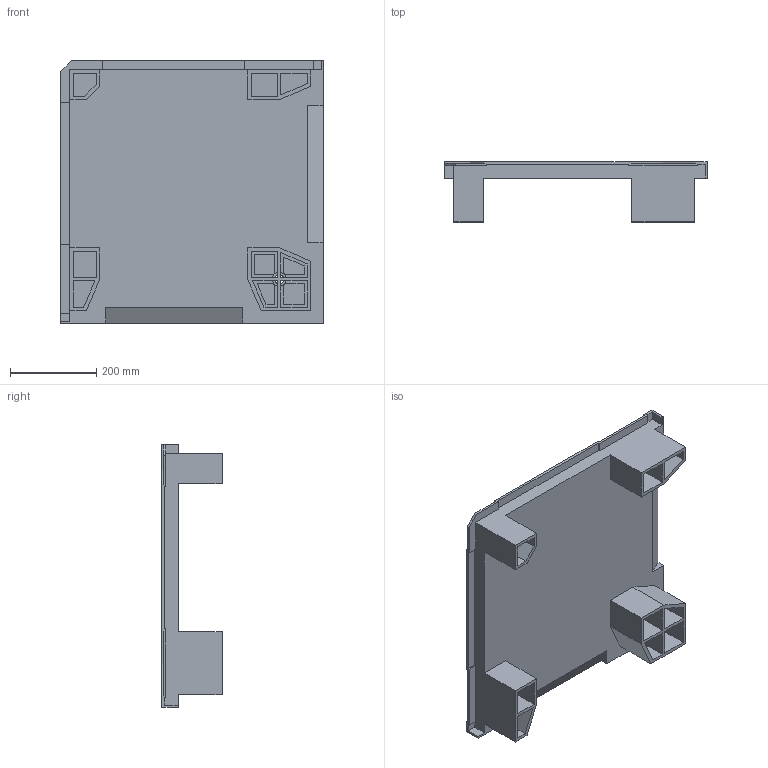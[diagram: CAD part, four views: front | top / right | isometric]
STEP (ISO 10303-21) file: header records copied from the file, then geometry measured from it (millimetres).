
FILE_DESCRIPTION((''),'2;1');
FILE_NAME('87608WSM','2025-06-20T12:02:11',('SYSTEM'),(''),'CREO PARAMETRIC BY PTC INC, 2023294','CREO PARAMETRIC BY PTC INC, 2023294','');
FILE_SCHEMA(('CONFIG_CONTROL_DESIGN'));
Length unit declared in the file: metre
Products named in the file (1): 87608WSM
Bounding box: 608.44 x 139.7 x 608.44 mm (x, y, z)
Volume: 13673808.2 mm3; surface area: 1256718.4 mm2
Topology: 1 solids, 1 shells, 178 faces, 497 edges, 326 vertices
Faces by surface type: plane 172, cylinder 4, cone 2
Entity records: 5667 total; most frequent: CARTESIAN_POINT 1018, ORIENTED_EDGE 994, DIRECTION 883, EDGE_CURVE 497, VECTOR 453, LINE 453, VERTEX_POINT 326, AXIS2_PLACEMENT_3D 215
